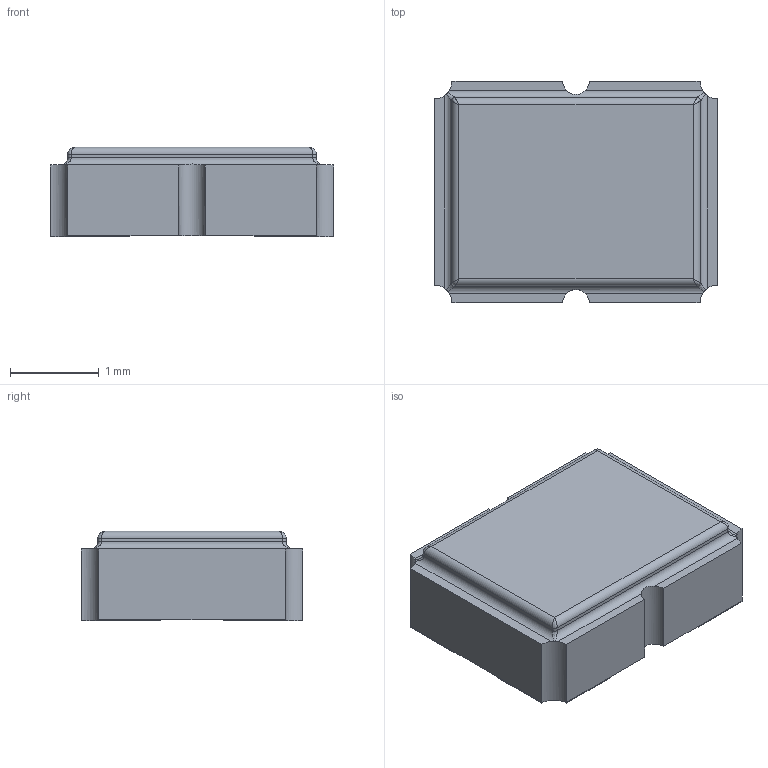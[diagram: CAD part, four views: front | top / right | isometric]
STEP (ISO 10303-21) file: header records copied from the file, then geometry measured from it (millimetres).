
FILE_DESCRIPTION(('FreeCAD Model'),'2;1');
FILE_NAME('xtal_osc_3.2x2.5.step', '2017-11-29T12:21:57',('kicad StepUp'),('ksu MCAD'), 'Open CASCADE STEP processor 6.8','FreeCAD','Unknown');
FILE_SCHEMA(('AUTOMOTIVE_DESIGN_CC2 { 1 2 10303 214 -1 1 5 4 }'));
Length unit declared in the file: millimetre
Products named in the file (2): ASSEMBLY; xtal_osc_3.2x2.5
Assembly tree (1 placements, depth 2):
  ASSEMBLY
    xtal_osc_3.2x2.5
Bounding box: 3.2 x 2.5 x 1.01 mm (x, y, z)
Volume: 7.5 mm3; surface area: 26.2 mm2
Topology: 1 solids, 1 shells, 64 faces, 162 edges, 96 vertices
Faces by surface type: plane 38, cylinder 18, bspline 8
Entity records: 2897 total; most frequent: CARTESIAN_POINT 1012, ORIENTED_EDGE 316, DIRECTION 262, EDGE_CURVE 158, LINE 102, VECTOR 102, VERTEX_POINT 96, AXIS2_PLACEMENT_3D 80
